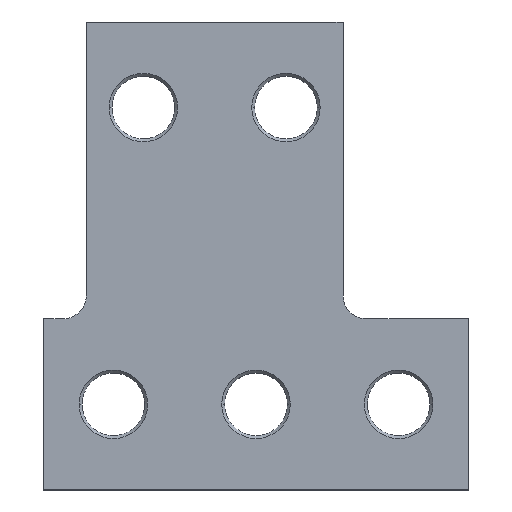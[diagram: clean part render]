
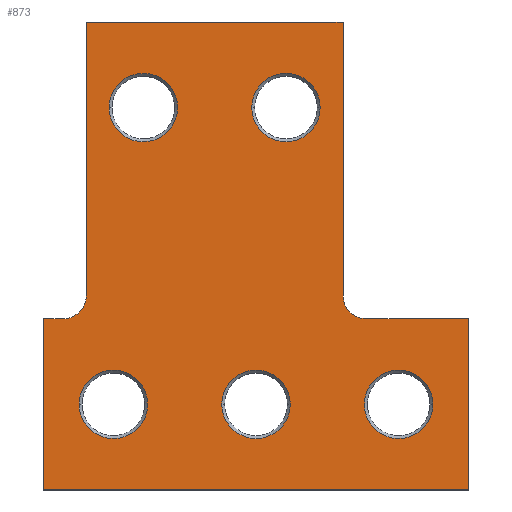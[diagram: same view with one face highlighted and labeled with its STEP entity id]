
A CAD part, top view. The second image highlights one B-rep face of the part: STEP entity #873.
In plain terms, the highlighted planar face has unit normal (0, 0, 1).
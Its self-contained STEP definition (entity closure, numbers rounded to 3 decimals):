
#249=CARTESIAN_POINT('',(19.25,19.,10.));
#250=DIRECTION('',(0.,0.,-1.));
#251=DIRECTION('',(0.,-1.,0.));
#252=AXIS2_PLACEMENT_3D('',#249,#250,#251);
#258=DIRECTION('',(0.,1.,0.));
#259=VECTOR('',#258,48.);
#260=CARTESIAN_POINT('',(15.25,19.,10.));
#261=LINE('',#260,#259);
#262=DIRECTION('',(-1.,0.,0.));
#263=VECTOR('',#262,18.);
#264=CARTESIAN_POINT('',(37.25,15.,10.));
#265=LINE('',#264,#263);
#266=DIRECTION('',(0.,1.,0.));
#267=VECTOR('',#266,30.);
#268=CARTESIAN_POINT('',(37.25,-15.,10.));
#269=LINE('',#268,#267);
#270=DIRECTION('',(1.,0.,0.));
#271=VECTOR('',#270,74.5);
#272=CARTESIAN_POINT('',(-37.25,-15.,10.));
#273=LINE('',#272,#271);
#274=DIRECTION('',(0.,-1.,0.));
#275=VECTOR('',#274,30.);
#276=CARTESIAN_POINT('',(-37.25,15.,10.));
#277=LINE('',#276,#275);
#278=DIRECTION('',(-1.,0.,0.));
#279=VECTOR('',#278,3.5);
#280=CARTESIAN_POINT('',(-33.75,15.,10.));
#281=LINE('',#280,#279);
#282=DIRECTION('',(0.,-1.,0.));
#283=VECTOR('',#282,48.);
#284=CARTESIAN_POINT('',(-29.75,67.,10.));
#285=LINE('',#284,#283);
#286=DIRECTION('',(-1.,0.,0.));
#287=VECTOR('',#286,45.);
#288=CARTESIAN_POINT('',(15.25,67.,10.));
#289=LINE('',#288,#287);
#290=CARTESIAN_POINT('',(25.,0.,10.));
#291=DIRECTION('',(0.,0.,-1.));
#292=DIRECTION('',(1.,0.,0.));
#293=AXIS2_PLACEMENT_3D('',#290,#291,#292);
#295=CARTESIAN_POINT('',(25.,0.,10.));
#296=DIRECTION('',(0.,0.,-1.));
#297=DIRECTION('',(-1.,0.,0.));
#298=AXIS2_PLACEMENT_3D('',#295,#296,#297);
#300=CARTESIAN_POINT('',(0.,0.,10.));
#301=DIRECTION('',(0.,0.,-1.));
#302=DIRECTION('',(1.,0.,0.));
#303=AXIS2_PLACEMENT_3D('',#300,#301,#302);
#305=CARTESIAN_POINT('',(0.,0.,10.));
#306=DIRECTION('',(0.,0.,-1.));
#307=DIRECTION('',(-1.,0.,0.));
#308=AXIS2_PLACEMENT_3D('',#305,#306,#307);
#310=CARTESIAN_POINT('',(-25.,0.,10.));
#311=DIRECTION('',(0.,0.,-1.));
#312=DIRECTION('',(1.,0.,0.));
#313=AXIS2_PLACEMENT_3D('',#310,#311,#312);
#315=CARTESIAN_POINT('',(-25.,0.,10.));
#316=DIRECTION('',(0.,0.,-1.));
#317=DIRECTION('',(-1.,0.,0.));
#318=AXIS2_PLACEMENT_3D('',#315,#316,#317);
#320=CARTESIAN_POINT('',(5.25,52.,10.));
#321=DIRECTION('',(0.,0.,-1.));
#322=DIRECTION('',(1.,0.,0.));
#323=AXIS2_PLACEMENT_3D('',#320,#321,#322);
#325=CARTESIAN_POINT('',(5.25,52.,10.));
#326=DIRECTION('',(0.,0.,-1.));
#327=DIRECTION('',(-1.,0.,0.));
#328=AXIS2_PLACEMENT_3D('',#325,#326,#327);
#330=CARTESIAN_POINT('',(-19.75,52.,10.));
#331=DIRECTION('',(0.,0.,-1.));
#332=DIRECTION('',(1.,0.,0.));
#333=AXIS2_PLACEMENT_3D('',#330,#331,#332);
#335=CARTESIAN_POINT('',(-19.75,52.,10.));
#336=DIRECTION('',(0.,0.,-1.));
#337=DIRECTION('',(-1.,0.,0.));
#338=AXIS2_PLACEMENT_3D('',#335,#336,#337);
#361=CARTESIAN_POINT('',(-33.75,19.,10.));
#362=DIRECTION('',(0.,0.,-1.));
#363=DIRECTION('',(1.,0.,0.));
#364=AXIS2_PLACEMENT_3D('',#361,#362,#363);
#610=CARTESIAN_POINT('',(-37.25,15.,10.));
#611=CARTESIAN_POINT('',(-37.25,-15.,10.));
#612=VERTEX_POINT('',#610);
#613=VERTEX_POINT('',#611);
#614=CARTESIAN_POINT('',(37.25,-15.,10.));
#615=VERTEX_POINT('',#614);
#616=CARTESIAN_POINT('',(37.25,15.,10.));
#617=VERTEX_POINT('',#616);
#618=CARTESIAN_POINT('',(15.25,67.,10.));
#619=CARTESIAN_POINT('',(-29.75,67.,10.));
#620=VERTEX_POINT('',#618);
#621=VERTEX_POINT('',#619);
#623=CARTESIAN_POINT('',(-33.75,15.,10.));
#625=VERTEX_POINT('',#623);
#627=CARTESIAN_POINT('',(-29.75,19.,10.));
#629=VERTEX_POINT('',#627);
#631=CARTESIAN_POINT('',(15.25,19.,10.));
#633=VERTEX_POINT('',#631);
#635=CARTESIAN_POINT('',(19.25,15.,10.));
#637=VERTEX_POINT('',#635);
#678=CARTESIAN_POINT('',(31.,0.,10.));
#679=CARTESIAN_POINT('',(19.,0.,10.));
#680=VERTEX_POINT('',#678);
#681=VERTEX_POINT('',#679);
#686=CARTESIAN_POINT('',(6.,0.,10.));
#687=CARTESIAN_POINT('',(-6.,0.,10.));
#688=VERTEX_POINT('',#686);
#689=VERTEX_POINT('',#687);
#694=CARTESIAN_POINT('',(-19.,0.,10.));
#695=CARTESIAN_POINT('',(-31.,0.,10.));
#696=VERTEX_POINT('',#694);
#697=VERTEX_POINT('',#695);
#702=CARTESIAN_POINT('',(11.25,52.,10.));
#703=CARTESIAN_POINT('',(-0.75,52.,10.));
#704=VERTEX_POINT('',#702);
#705=VERTEX_POINT('',#703);
#710=CARTESIAN_POINT('',(-13.75,52.,10.));
#711=CARTESIAN_POINT('',(-25.75,52.,10.));
#712=VERTEX_POINT('',#710);
#713=VERTEX_POINT('',#711);
#819=CARTESIAN_POINT('',(0.,0.,10.));
#820=DIRECTION('',(0.,0.,1.));
#821=DIRECTION('',(1.,0.,0.));
#822=AXIS2_PLACEMENT_3D('',#819,#820,#821);
#823=PLANE('',#822);
#824=ORIENTED_EDGE('',*,*,#811,.F.);
#825=ORIENTED_EDGE('',*,*,#800,.F.);
#826=ORIENTED_EDGE('',*,*,#786,.F.);
#828=ORIENTED_EDGE('',*,*,#827,.F.);
#830=ORIENTED_EDGE('',*,*,#829,.F.);
#832=ORIENTED_EDGE('',*,*,#831,.F.);
#834=ORIENTED_EDGE('',*,*,#833,.F.);
#836=ORIENTED_EDGE('',*,*,#835,.F.);
#838=ORIENTED_EDGE('',*,*,#837,.F.);
#840=ORIENTED_EDGE('',*,*,#839,.F.);
#841=EDGE_LOOP('',(#824,#825,#826,#828,#830,#832,#834,#836,#838,#840));
#842=FACE_OUTER_BOUND('',#841,.F.);
#844=ORIENTED_EDGE('',*,*,#843,.F.);
#846=ORIENTED_EDGE('',*,*,#845,.F.);
#847=EDGE_LOOP('',(#844,#846));
#848=FACE_BOUND('',#847,.F.);
#850=ORIENTED_EDGE('',*,*,#849,.F.);
#852=ORIENTED_EDGE('',*,*,#851,.F.);
#853=EDGE_LOOP('',(#850,#852));
#854=FACE_BOUND('',#853,.F.);
#856=ORIENTED_EDGE('',*,*,#855,.F.);
#858=ORIENTED_EDGE('',*,*,#857,.F.);
#859=EDGE_LOOP('',(#856,#858));
#860=FACE_BOUND('',#859,.F.);
#862=ORIENTED_EDGE('',*,*,#861,.F.);
#864=ORIENTED_EDGE('',*,*,#863,.F.);
#865=EDGE_LOOP('',(#862,#864));
#866=FACE_BOUND('',#865,.F.);
#868=ORIENTED_EDGE('',*,*,#867,.F.);
#870=ORIENTED_EDGE('',*,*,#869,.F.);
#871=EDGE_LOOP('',(#868,#870));
#872=FACE_BOUND('',#871,.F.);
#873=ADVANCED_FACE('',(#842,#848,#854,#860,#866,#872),#823,.T.);
#253=CIRCLE('',#252,4.);
#294=CIRCLE('',#293,6.);
#299=CIRCLE('',#298,6.);
#304=CIRCLE('',#303,6.);
#309=CIRCLE('',#308,6.);
#314=CIRCLE('',#313,6.);
#319=CIRCLE('',#318,6.);
#324=CIRCLE('',#323,6.);
#329=CIRCLE('',#328,6.);
#334=CIRCLE('',#333,6.);
#339=CIRCLE('',#338,6.);
#365=CIRCLE('',#364,4.);
#786=EDGE_CURVE('',#617,#637,#265,.T.);
#800=EDGE_CURVE('',#637,#633,#253,.T.);
#811=EDGE_CURVE('',#633,#620,#261,.T.);
#827=EDGE_CURVE('',#615,#617,#269,.T.);
#829=EDGE_CURVE('',#613,#615,#273,.T.);
#831=EDGE_CURVE('',#612,#613,#277,.T.);
#833=EDGE_CURVE('',#625,#612,#281,.T.);
#835=EDGE_CURVE('',#629,#625,#365,.T.);
#837=EDGE_CURVE('',#621,#629,#285,.T.);
#839=EDGE_CURVE('',#620,#621,#289,.T.);
#843=EDGE_CURVE('',#680,#681,#294,.T.);
#845=EDGE_CURVE('',#681,#680,#299,.T.);
#849=EDGE_CURVE('',#688,#689,#304,.T.);
#851=EDGE_CURVE('',#689,#688,#309,.T.);
#855=EDGE_CURVE('',#696,#697,#314,.T.);
#857=EDGE_CURVE('',#697,#696,#319,.T.);
#861=EDGE_CURVE('',#704,#705,#324,.T.);
#863=EDGE_CURVE('',#705,#704,#329,.T.);
#867=EDGE_CURVE('',#712,#713,#334,.T.);
#869=EDGE_CURVE('',#713,#712,#339,.T.);
